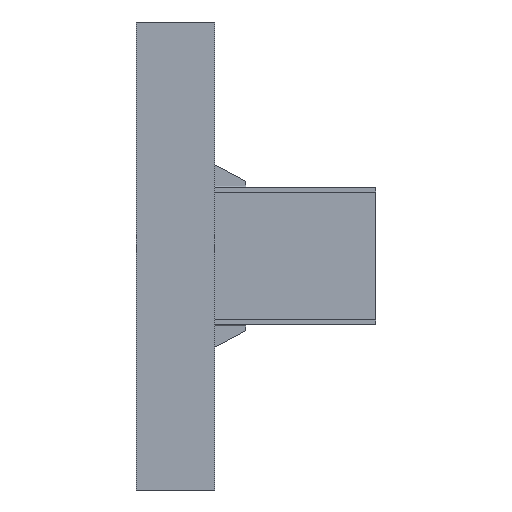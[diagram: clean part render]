
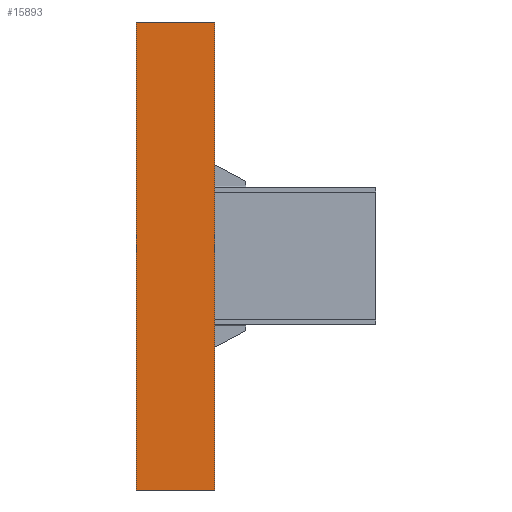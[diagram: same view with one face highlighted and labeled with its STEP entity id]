
A CAD part, left-side view. The second image highlights one B-rep face of the part: STEP entity #15893.
In plain terms, the highlighted planar face has unit normal (-1, 0, 0).
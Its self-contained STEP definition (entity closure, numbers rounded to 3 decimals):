
#14426 = PLANE('',#14427);
#14427 = AXIS2_PLACEMENT_3D('',#14428,#14429,#14430);
#14428 = CARTESIAN_POINT('',(0.,-147.7,1837.));
#14429 = DIRECTION('',(0.,0.,1.));
#14430 = DIRECTION('',(1.,0.,-0.));
#14480 = PLANE('',#14481);
#14481 = AXIS2_PLACEMENT_3D('',#14482,#14483,#14484);
#14482 = CARTESIAN_POINT('',(0.,-147.7,0.));
#14483 = DIRECTION('',(0.,0.,1.));
#14484 = DIRECTION('',(1.,0.,-0.));
#14713 = PLANE('',#14714);
#14714 = AXIS2_PLACEMENT_3D('',#14715,#14716,#14717);
#14715 = CARTESIAN_POINT('',(-157.25,-301.4,0.));
#14716 = DIRECTION('',(0.,1.,0.));
#14717 = DIRECTION('',(1.,0.,0.));
#14802 = VERTEX_POINT('',#14803);
#14803 = CARTESIAN_POINT('',(-157.25,6.,0.));
#14817 = PLANE('',#14818);
#14818 = AXIS2_PLACEMENT_3D('',#14819,#14820,#14821);
#14819 = CARTESIAN_POINT('',(-138.55,6.,0.));
#14820 = DIRECTION('',(0.,-1.,0.));
#14821 = DIRECTION('',(-1.,0.,0.));
#14829 = EDGE_CURVE('',#14802,#14830,#14832,.T.);
#14830 = VERTEX_POINT('',#14831);
#14831 = CARTESIAN_POINT('',(-157.25,-301.4,0.));
#14832 = SURFACE_CURVE('',#14833,(#14837,#14844),.PCURVE_S1.);
#14833 = LINE('',#14834,#14835);
#14834 = CARTESIAN_POINT('',(-157.25,6.,0.));
#14835 = VECTOR('',#14836,1.);
#14836 = DIRECTION('',(0.,-1.,0.));
#14837 = PCURVE('',#14480,#14838);
#14838 = DEFINITIONAL_REPRESENTATION('',(#14839),#14843);
#14839 = LINE('',#14840,#14841);
#14840 = CARTESIAN_POINT('',(-157.25,153.7));
#14841 = VECTOR('',#14842,1.);
#14842 = DIRECTION('',(0.,-1.));
#14843 = ( GEOMETRIC_REPRESENTATION_CONTEXT(2) 
PARAMETRIC_REPRESENTATION_CONTEXT() REPRESENTATION_CONTEXT('2D SPACE',''
  ) );
#14844 = PCURVE('',#14845,#14850);
#14845 = PLANE('',#14846);
#14846 = AXIS2_PLACEMENT_3D('',#14847,#14848,#14849);
#14847 = CARTESIAN_POINT('',(-157.25,6.,0.));
#14848 = DIRECTION('',(1.,0.,-0.));
#14849 = DIRECTION('',(0.,-1.,0.));
#14850 = DEFINITIONAL_REPRESENTATION('',(#14851),#14855);
#14851 = LINE('',#14852,#14853);
#14852 = CARTESIAN_POINT('',(0.,0.));
#14853 = VECTOR('',#14854,1.);
#14854 = DIRECTION('',(1.,0.));
#14855 = ( GEOMETRIC_REPRESENTATION_CONTEXT(2) 
PARAMETRIC_REPRESENTATION_CONTEXT() REPRESENTATION_CONTEXT('2D SPACE',''
  ) );
#15070 = VERTEX_POINT('',#15071);
#15071 = CARTESIAN_POINT('',(-157.25,6.,1837.));
#15092 = EDGE_CURVE('',#15070,#15093,#15095,.T.);
#15093 = VERTEX_POINT('',#15094);
#15094 = CARTESIAN_POINT('',(-157.25,-301.4,1837.));
#15095 = SURFACE_CURVE('',#15096,(#15100,#15107),.PCURVE_S1.);
#15096 = LINE('',#15097,#15098);
#15097 = CARTESIAN_POINT('',(-157.25,6.,1837.));
#15098 = VECTOR('',#15099,1.);
#15099 = DIRECTION('',(0.,-1.,0.));
#15100 = PCURVE('',#14426,#15101);
#15101 = DEFINITIONAL_REPRESENTATION('',(#15102),#15106);
#15102 = LINE('',#15103,#15104);
#15103 = CARTESIAN_POINT('',(-157.25,153.7));
#15104 = VECTOR('',#15105,1.);
#15105 = DIRECTION('',(0.,-1.));
#15106 = ( GEOMETRIC_REPRESENTATION_CONTEXT(2) 
PARAMETRIC_REPRESENTATION_CONTEXT() REPRESENTATION_CONTEXT('2D SPACE',''
  ) );
#15107 = PCURVE('',#14845,#15108);
#15108 = DEFINITIONAL_REPRESENTATION('',(#15109),#15113);
#15109 = LINE('',#15110,#15111);
#15110 = CARTESIAN_POINT('',(0.,-1837.));
#15111 = VECTOR('',#15112,1.);
#15112 = DIRECTION('',(1.,0.));
#15113 = ( GEOMETRIC_REPRESENTATION_CONTEXT(2) 
PARAMETRIC_REPRESENTATION_CONTEXT() REPRESENTATION_CONTEXT('2D SPACE',''
  ) );
#15304 = EDGE_CURVE('',#14830,#15093,#15305,.T.);
#15305 = SURFACE_CURVE('',#15306,(#15310,#15317),.PCURVE_S1.);
#15306 = LINE('',#15307,#15308);
#15307 = CARTESIAN_POINT('',(-157.25,-301.4,0.));
#15308 = VECTOR('',#15309,1.);
#15309 = DIRECTION('',(0.,0.,1.));
#15310 = PCURVE('',#14713,#15311);
#15311 = DEFINITIONAL_REPRESENTATION('',(#15312),#15316);
#15312 = LINE('',#15313,#15314);
#15313 = CARTESIAN_POINT('',(0.,0.));
#15314 = VECTOR('',#15315,1.);
#15315 = DIRECTION('',(0.,-1.));
#15316 = ( GEOMETRIC_REPRESENTATION_CONTEXT(2) 
PARAMETRIC_REPRESENTATION_CONTEXT() REPRESENTATION_CONTEXT('2D SPACE',''
  ) );
#15317 = PCURVE('',#14845,#15318);
#15318 = DEFINITIONAL_REPRESENTATION('',(#15319),#15323);
#15319 = LINE('',#15320,#15321);
#15320 = CARTESIAN_POINT('',(307.4,0.));
#15321 = VECTOR('',#15322,1.);
#15322 = DIRECTION('',(0.,-1.));
#15323 = ( GEOMETRIC_REPRESENTATION_CONTEXT(2) 
PARAMETRIC_REPRESENTATION_CONTEXT() REPRESENTATION_CONTEXT('2D SPACE',''
  ) );
#15872 = EDGE_CURVE('',#14802,#15070,#15873,.T.);
#15873 = SURFACE_CURVE('',#15874,(#15878,#15885),.PCURVE_S1.);
#15874 = LINE('',#15875,#15876);
#15875 = CARTESIAN_POINT('',(-157.25,6.,0.));
#15876 = VECTOR('',#15877,1.);
#15877 = DIRECTION('',(0.,0.,1.));
#15878 = PCURVE('',#14817,#15879);
#15879 = DEFINITIONAL_REPRESENTATION('',(#15880),#15884);
#15880 = LINE('',#15881,#15882);
#15881 = CARTESIAN_POINT('',(18.7,0.));
#15882 = VECTOR('',#15883,1.);
#15883 = DIRECTION('',(0.,-1.));
#15884 = ( GEOMETRIC_REPRESENTATION_CONTEXT(2) 
PARAMETRIC_REPRESENTATION_CONTEXT() REPRESENTATION_CONTEXT('2D SPACE',''
  ) );
#15885 = PCURVE('',#14845,#15886);
#15886 = DEFINITIONAL_REPRESENTATION('',(#15887),#15891);
#15887 = LINE('',#15888,#15889);
#15888 = CARTESIAN_POINT('',(0.,0.));
#15889 = VECTOR('',#15890,1.);
#15890 = DIRECTION('',(0.,-1.));
#15891 = ( GEOMETRIC_REPRESENTATION_CONTEXT(2) 
PARAMETRIC_REPRESENTATION_CONTEXT() REPRESENTATION_CONTEXT('2D SPACE',''
  ) );
#15893 = ADVANCED_FACE('',(#15894),#14845,.F.);
#15894 = FACE_BOUND('',#15895,.F.);
#15895 = EDGE_LOOP('',(#15896,#15897,#15898,#15899));
#15896 = ORIENTED_EDGE('',*,*,#15872,.T.);
#15897 = ORIENTED_EDGE('',*,*,#15092,.T.);
#15898 = ORIENTED_EDGE('',*,*,#15304,.F.);
#15899 = ORIENTED_EDGE('',*,*,#14829,.F.);
